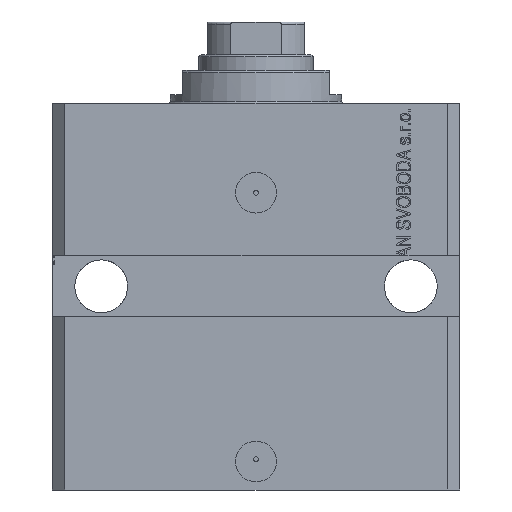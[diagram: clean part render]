
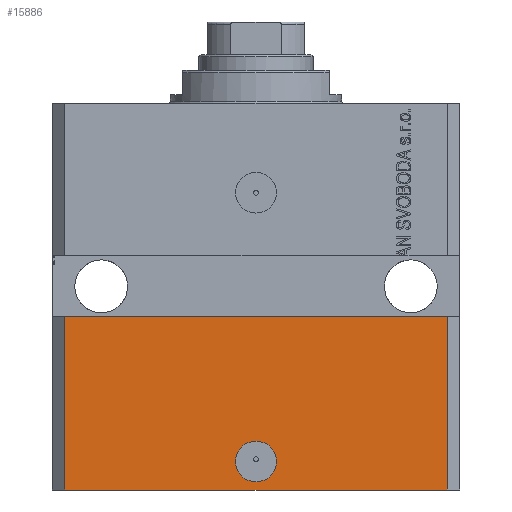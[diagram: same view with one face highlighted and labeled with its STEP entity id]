
A CAD part, front view. The second image highlights one B-rep face of the part: STEP entity #15886.
In plain terms, the highlighted planar face has unit normal (0, -1, 0).
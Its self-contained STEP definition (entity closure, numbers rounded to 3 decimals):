
#622 = VERTEX_POINT ( 'NONE', #15710 ) ;
#1168 = ORIENTED_EDGE ( 'NONE', *, *, #44432, .F. ) ;
#2664 = VECTOR ( 'NONE', #32649, 1000. ) ;
#3227 = CARTESIAN_POINT ( 'NONE',  ( -47., -37.5, -52.5 ) ) ;
#3811 = EDGE_LOOP ( 'NONE', ( #20022, #18967, #31310, #39951 ) ) ;
#4038 = DIRECTION ( 'NONE',  ( 0., -1., 0. ) ) ;
#6788 = LINE ( 'NONE', #31081, #34575 ) ;
#6877 = DIRECTION ( 'NONE',  ( 0., -1., 0. ) ) ;
#7257 = EDGE_CURVE ( 'NONE', #33139, #17590, #39453, .T. ) ;
#7532 = CARTESIAN_POINT ( 'NONE',  ( -47., -37.5, -95. ) ) ;
#8349 = CARTESIAN_POINT ( 'NONE',  ( -50., -37.5, -52.5 ) ) ;
#8992 = AXIS2_PLACEMENT_3D ( 'NONE', #44907, #41705, #24443 ) ;
#10416 = CARTESIAN_POINT ( 'NONE',  ( 0., -37.5, -88. ) ) ;
#11167 = DIRECTION ( 'NONE',  ( 1., 0., 0. ) ) ;
#12545 = VERTEX_POINT ( 'NONE', #37829 ) ;
#13678 = CIRCLE ( 'NONE', #39775, 5. ) ;
#14850 = EDGE_CURVE ( 'NONE', #27372, #622, #43814, .T. ) ;
#15553 = AXIS2_PLACEMENT_3D ( 'NONE', #37969, #6877, #11167 ) ;
#15710 = CARTESIAN_POINT ( 'NONE',  ( -5., -37.5, -88. ) ) ;
#15886 = ADVANCED_FACE ( 'NONE', ( #24122, #17985 ), #42276, .T. ) ;
#16712 = LINE ( 'NONE', #7532, #20713 ) ;
#17012 = VERTEX_POINT ( 'NONE', #44547 ) ;
#17590 = VERTEX_POINT ( 'NONE', #36843 ) ;
#17985 = FACE_OUTER_BOUND ( 'NONE', #3811, .T. ) ;
#18967 = ORIENTED_EDGE ( 'NONE', *, *, #22548, .F. ) ;
#20022 = ORIENTED_EDGE ( 'NONE', *, *, #7257, .F. ) ;
#20713 = VECTOR ( 'NONE', #27152, 1000. ) ;
#21855 = ORIENTED_EDGE ( 'NONE', *, *, #14850, .F. ) ;
#22548 = EDGE_CURVE ( 'NONE', #17012, #33139, #16712, .T. ) ;
#24042 = DIRECTION ( 'NONE',  ( 1., 0., 0. ) ) ;
#24122 = FACE_BOUND ( 'NONE', #29916, .T. ) ;
#24443 = DIRECTION ( 'NONE',  ( 1., 0., 0. ) ) ;
#24499 = CARTESIAN_POINT ( 'NONE',  ( 5., -37.5, -88. ) ) ;
#27152 = DIRECTION ( 'NONE',  ( 0., 0., 1. ) ) ;
#27372 = VERTEX_POINT ( 'NONE', #24499 ) ;
#29916 = EDGE_LOOP ( 'NONE', ( #21855, #1168 ) ) ;
#31081 = CARTESIAN_POINT ( 'NONE',  ( -47., -37.5, -95. ) ) ;
#31310 = ORIENTED_EDGE ( 'NONE', *, *, #40132, .T. ) ;
#32649 = DIRECTION ( 'NONE',  ( 1., 0., 0. ) ) ;
#33139 = VERTEX_POINT ( 'NONE', #3227 ) ;
#34483 = DIRECTION ( 'NONE',  ( 1., 0., 0. ) ) ;
#34575 = VECTOR ( 'NONE', #34483, 1000. ) ;
#36843 = CARTESIAN_POINT ( 'NONE',  ( 47., -37.5, -52.5 ) ) ;
#37661 = CARTESIAN_POINT ( 'NONE',  ( 47., -37.5, -95. ) ) ;
#37716 = VECTOR ( 'NONE', #40178, 1000. ) ;
#37829 = CARTESIAN_POINT ( 'NONE',  ( 47., -37.5, -95. ) ) ;
#37969 = CARTESIAN_POINT ( 'NONE',  ( -47., -37.5, -95. ) ) ;
#38000 = EDGE_CURVE ( 'NONE', #12545, #17590, #41061, .T. ) ;
#39453 = LINE ( 'NONE', #8349, #2664 ) ;
#39775 = AXIS2_PLACEMENT_3D ( 'NONE', #10416, #4038, #24042 ) ;
#39951 = ORIENTED_EDGE ( 'NONE', *, *, #38000, .T. ) ;
#40132 = EDGE_CURVE ( 'NONE', #17012, #12545, #6788, .T. ) ;
#40178 = DIRECTION ( 'NONE',  ( 0., 0., 1. ) ) ;
#41061 = LINE ( 'NONE', #37661, #37716 ) ;
#41705 = DIRECTION ( 'NONE',  ( 0., -1., 0. ) ) ;
#42276 = PLANE ( 'NONE',  #15553 ) ;
#43814 = CIRCLE ( 'NONE', #8992, 5. ) ;
#44432 = EDGE_CURVE ( 'NONE', #622, #27372, #13678, .T. ) ;
#44547 = CARTESIAN_POINT ( 'NONE',  ( -47., -37.5, -95. ) ) ;
#44907 = CARTESIAN_POINT ( 'NONE',  ( 0., -37.5, -88. ) ) ;
